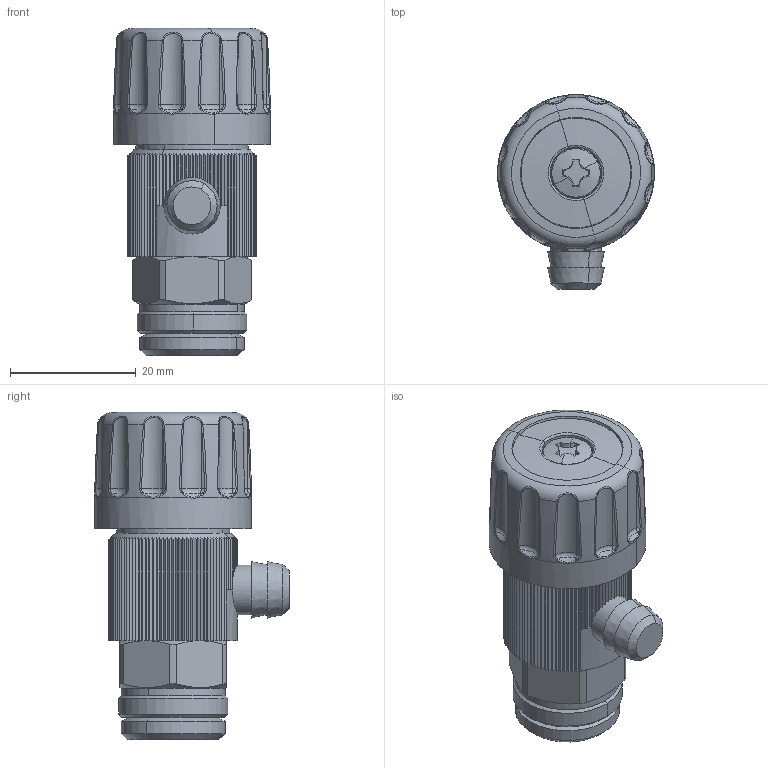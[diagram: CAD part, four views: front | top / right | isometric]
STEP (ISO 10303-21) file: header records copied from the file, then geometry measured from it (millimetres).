
FILE_DESCRIPTION(('CATIA V5 STEP Exchange'),'2;1');
FILE_NAME('337231.stp','2014-10-14T12:04:29+00:00',('none'),('none'),'Version 5-6 Release 2012','CATIA V5 STEP AP203','none');
FILE_SCHEMA(('CONFIG_CONTROL_DESIGN'));
Length unit declared in the file: millimetre
Products named in the file (1): 337231
Bounding box: 24.98 x 30.99 x 52.19 mm (x, y, z)
Volume: 18234.2 mm3; surface area: 5177.3 mm2
Topology: 1 solids, 1 shells, 509 faces, 1308 edges, 808 vertices
Faces by surface type: plane 226, bspline 134, cone 52, cylinder 49, torus 30, revolution 12, sphere 6
Entity records: 22061 total; most frequent: CARTESIAN_POINT 11820, ORIENTED_EDGE 2616, EDGE_CURVE 1308, DIRECTION 1227, VERTEX_POINT 808, B_SPLINE_CURVE_WITH_KNOTS 677, EDGE_LOOP 516, ADVANCED_FACE 509
